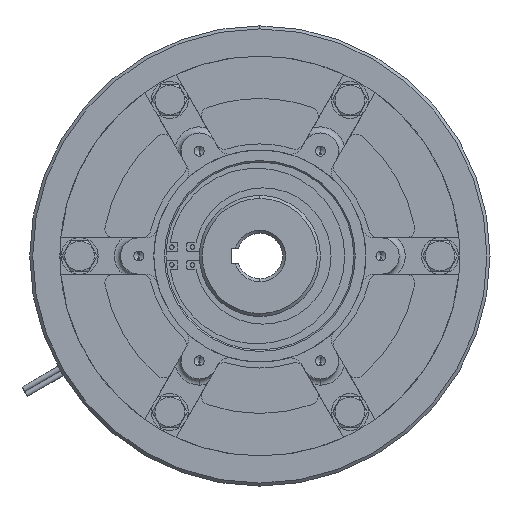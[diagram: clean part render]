
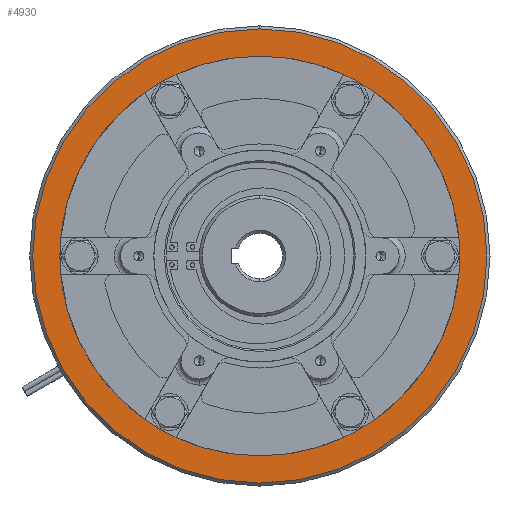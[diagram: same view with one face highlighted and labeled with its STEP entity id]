
A CAD part, left-side view. The second image highlights one B-rep face of the part: STEP entity #4930.
In plain terms, the highlighted planar face has unit normal (-1, 0, 0).
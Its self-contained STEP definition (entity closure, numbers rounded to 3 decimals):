
#898 = VERTEX_POINT ( 'NONE', #16208 ) ;
#1455 = CARTESIAN_POINT ( 'NONE',  ( -76.5, 0., -66. ) ) ;
#1660 = DIRECTION ( 'NONE',  ( 0., 0., 1. ) ) ;
#1759 = CARTESIAN_POINT ( 'NONE',  ( -76.5, 0., 0. ) ) ;
#1807 = ORIENTED_EDGE ( 'NONE', *, *, #16535, .F. ) ;
#2460 = VERTEX_POINT ( 'NONE', #3203 ) ;
#2638 = CARTESIAN_POINT ( 'NONE',  ( -76.5, 0., 0. ) ) ;
#3163 = AXIS2_PLACEMENT_3D ( 'NONE', #2638, #15663, #5543 ) ;
#3203 = CARTESIAN_POINT ( 'NONE',  ( -76.5, 0., -75. ) ) ;
#3315 = AXIS2_PLACEMENT_3D ( 'NONE', #4782, #10231, #1660 ) ;
#3517 = CIRCLE ( 'NONE', #14556, 66. ) ;
#3669 = EDGE_CURVE ( 'NONE', #2460, #15357, #5121, .T. ) ;
#4782 = CARTESIAN_POINT ( 'NONE',  ( -76.5, 0., 0. ) ) ;
#4909 = AXIS2_PLACEMENT_3D ( 'NONE', #15122, #6500, #12690 ) ;
#4930 = ADVANCED_FACE ( 'NONE', ( #8224, #5522 ), #5062, .F. ) ;
#5062 = PLANE ( 'NONE',  #4909 ) ;
#5121 = CIRCLE ( 'NONE', #3315, 75. ) ;
#5203 = ORIENTED_EDGE ( 'NONE', *, *, #8915, .T. ) ;
#5483 = CARTESIAN_POINT ( 'NONE',  ( -76.5, 0., 0. ) ) ;
#5519 = ORIENTED_EDGE ( 'NONE', *, *, #3669, .T. ) ;
#5522 = FACE_OUTER_BOUND ( 'NONE', #15838, .T. ) ;
#5543 = DIRECTION ( 'NONE',  ( 0., 0., 1. ) ) ;
#6500 = DIRECTION ( 'NONE',  ( 1., 0., 0. ) ) ;
#7001 = DIRECTION ( 'NONE',  ( -1., 0., 0. ) ) ;
#8224 = FACE_BOUND ( 'NONE', #17330, .T. ) ;
#8355 = ORIENTED_EDGE ( 'NONE', *, *, #14636, .F. ) ;
#8772 = VERTEX_POINT ( 'NONE', #1455 ) ;
#8915 = EDGE_CURVE ( 'NONE', #15357, #2460, #12432, .T. ) ;
#10020 = CIRCLE ( 'NONE', #3163, 66. ) ;
#10231 = DIRECTION ( 'NONE',  ( -1., 0., 0. ) ) ;
#11790 = DIRECTION ( 'NONE',  ( -1., 0., 0. ) ) ;
#12432 = CIRCLE ( 'NONE', #17832, 75. ) ;
#12690 = DIRECTION ( 'NONE',  ( 0., 0., -1. ) ) ;
#14556 = AXIS2_PLACEMENT_3D ( 'NONE', #5483, #7001, #15550 ) ;
#14636 = EDGE_CURVE ( 'NONE', #898, #8772, #3517, .T. ) ;
#15122 = CARTESIAN_POINT ( 'NONE',  ( -76.5, 0., 0. ) ) ;
#15357 = VERTEX_POINT ( 'NONE', #17628 ) ;
#15550 = DIRECTION ( 'NONE',  ( 0., 0., 1. ) ) ;
#15663 = DIRECTION ( 'NONE',  ( -1., 0., 0. ) ) ;
#15838 = EDGE_LOOP ( 'NONE', ( #5519, #5203 ) ) ;
#16208 = CARTESIAN_POINT ( 'NONE',  ( -76.5, 0., 66. ) ) ;
#16331 = DIRECTION ( 'NONE',  ( 0., 0., 1. ) ) ;
#16535 = EDGE_CURVE ( 'NONE', #8772, #898, #10020, .T. ) ;
#17330 = EDGE_LOOP ( 'NONE', ( #8355, #1807 ) ) ;
#17628 = CARTESIAN_POINT ( 'NONE',  ( -76.5, 0., 75. ) ) ;
#17832 = AXIS2_PLACEMENT_3D ( 'NONE', #1759, #11790, #16331 ) ;
